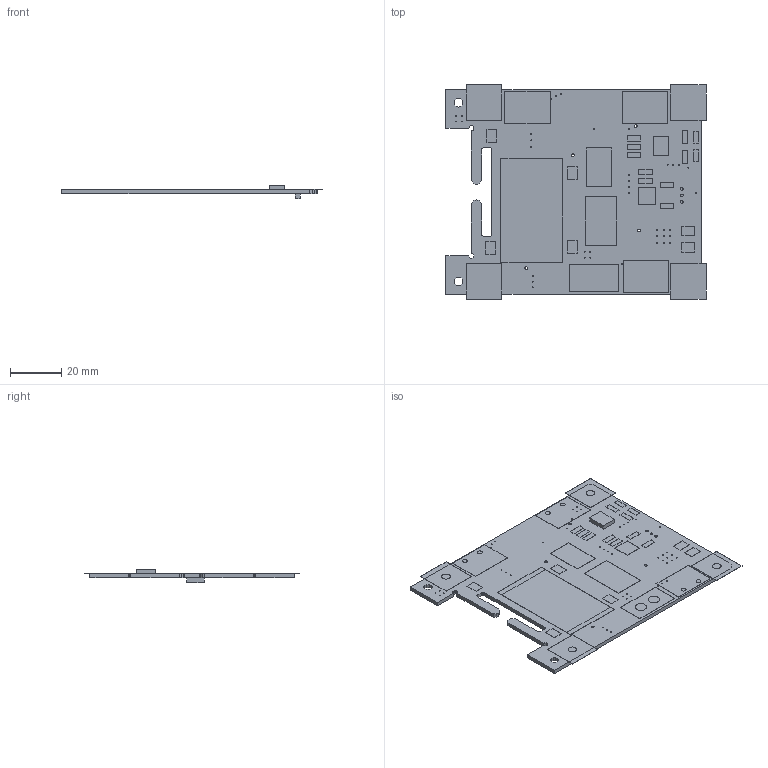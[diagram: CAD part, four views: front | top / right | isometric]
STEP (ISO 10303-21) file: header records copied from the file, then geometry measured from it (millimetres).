
FILE_DESCRIPTION(/* description */ (''),/* implementation_level */ '2;1');
FILE_NAME(/* name */ '8b5d9499-8617-428b-80a7-820b1408e98e.stp',/* time_stamp */ '2022-07-11T03:00:54Z',/* author */ (''),/* organization */ (''),/* preprocessor_version */ 'ST-DEVELOPER v19',/* originating_system */ 'Autodesk Translation Framework v11.7.0.108',/* authorisation */ '');
FILE_SCHEMA (('AUTOMOTIVE_DESIGN { 1 0 10303 214 3 1 1 }'));
Length unit declared in the file: millimetre
Products named in the file (16): 8b5d9499-8617-428b-80a7-820b1408e98e; PCB Component; Board; BARRIER_BLOCK-2PIN; XL4005-DEV; M3_BRASS; XT60; FUSE; TP; TO220-IGO; DIODE_BIG; SWITCH_TABSSWITCH_TABS3; 470 uF; 15K; ORANGE; CONN_2X3_SMD
Assembly tree (34 placements, depth 3):
  8b5d9499-8617-428b-80a7-820b1408e98e
    PCB Component
      Board
      BARRIER_BLOCK-2PIN  x3
      XL4005-DEV
      M3_BRASS  x4
      XT60
      FUSE
      TP  x6
      TO220-IGO
      DIODE_BIG
      SWITCH_TABSSWITCH_TABS3
      470 uF
      15K  x9
      ORANGE  x2
      CONN_2X3_SMD
Bounding box: 101.99 x 83.98 x 5.18 mm (x, y, z)
Volume: 10392.8 mm3; surface area: 21065.1 mm2
Topology: 33 solids, 33 shells, 424 faces, 1074 edges, 716 vertices
Faces by surface type: plane 340, cylinder 84
Full cylindrical faces by diameter (mm): 0.381 x43, 0.508 x2, 1.016 x7, 1.905 x6, 4.572 x2
Entity records: 10793 total; most frequent: CARTESIAN_POINT 1770, DIRECTION 1734, ORIENTED_EDGE 1692, EDGE_CURVE 846, LINE 678, VECTOR 678, VERTEX_POINT 564, AXIS2_PLACEMENT_3D 528
